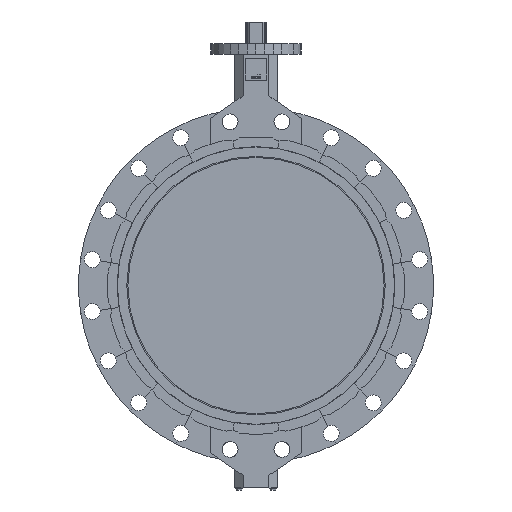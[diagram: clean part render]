
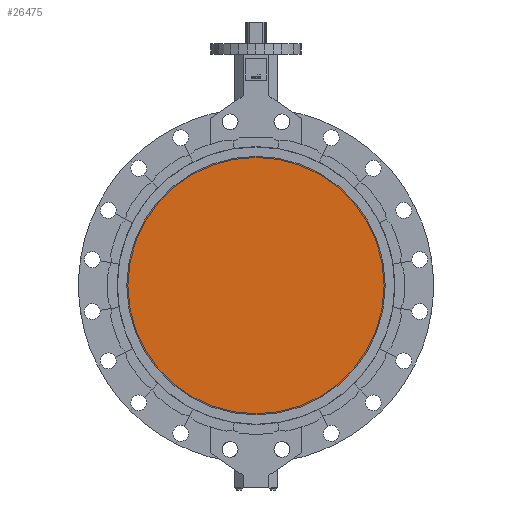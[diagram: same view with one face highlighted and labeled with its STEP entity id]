
A CAD part, left-side view. The second image highlights one B-rep face of the part: STEP entity #26475.
In plain terms, the highlighted planar face has unit normal (-1, 0, 0).
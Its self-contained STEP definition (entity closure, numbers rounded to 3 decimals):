
#17549=EDGE_CURVE('',#24909,#31001,#45704,.T.);
#24909=VERTEX_POINT('',#53699);
#26475=ADVANCED_FACE('',(#55401),#55402,.T.);
#31001=VERTEX_POINT('',#60304);
#40179=EDGE_CURVE('',#31001,#24909,#70367,.T.);
#45704=CIRCLE('',#77788,300.0);
#53699=CARTESIAN_POINT('',(-79.8,0.0,300.0));
#55401=FACE_OUTER_BOUND('',#92276,.T.);
#55402=PLANE('',#92277);
#60304=CARTESIAN_POINT('',(-79.8,0.,-300.0));
#70367=CIRCLE('',#114885,300.0);
#77788=AXIS2_PLACEMENT_3D('',#121093,#121094,#121095);
#92276=EDGE_LOOP('',(#131273,#131274));
#92277=AXIS2_PLACEMENT_3D('',#131275,#131276,#131277);
#114885=AXIS2_PLACEMENT_3D('',#146725,#146726,#146727);
#121093=CARTESIAN_POINT('',(-79.8,0.0,0.0));
#121094=DIRECTION('',(-1.0,0.0,0.0));
#121095=DIRECTION('',(0.0,0.0,1.0));
#131273=ORIENTED_EDGE('',*,*,#17549,.T.);
#131274=ORIENTED_EDGE('',*,*,#40179,.T.);
#131275=CARTESIAN_POINT('',(-79.8,0.0,0.0));
#131276=DIRECTION('',(-1.0,0.0,0.0));
#131277=DIRECTION('',(0.0,0.0,1.0));
#146725=CARTESIAN_POINT('',(-79.8,0.0,0.0));
#146726=DIRECTION('',(-1.0,0.0,0.0));
#146727=DIRECTION('',(0.0,0.0,1.0));
